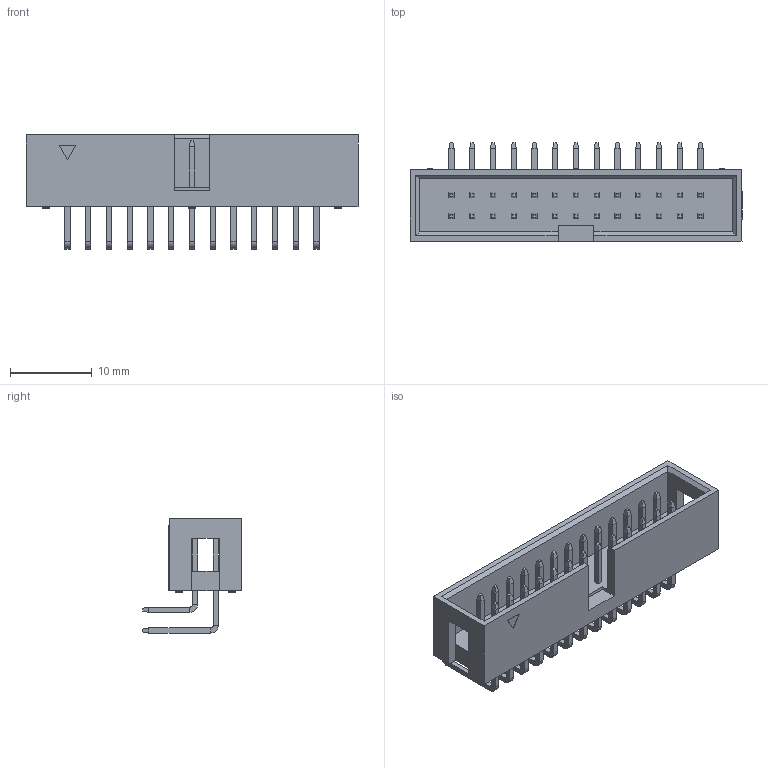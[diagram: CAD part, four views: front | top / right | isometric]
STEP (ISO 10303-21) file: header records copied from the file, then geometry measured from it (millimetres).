
FILE_DESCRIPTION( ('This file contains a STEP AP42 implementation' ,'as created by ZW3D STEP Interface translator.') ,'2;1' );
FILE_NAME( '3110-XXRXXBK00X1.stp' ,'2312 8.115838', (''), ('ZWCAD Software Co.'), 'Version 1.0', 'ZW3D to STEP translator', '' );
FILE_SCHEMA(('AUTOMOTIVE_DESIGN { 1 0 10303 214 1 1 1 1 }'));
Length unit declared in the file: millimetre
Products named in the file (2): 0; 3110-26RXXBK00A1
Bounding box: 40.64 x 12.1 x 13.98 mm (x, y, z)
Volume: 1622.2 mm3; surface area: 3209.2 mm2
Topology: 1 solids, 1 shells, 852 faces, 1845 edges, 1050 vertices
Faces by surface type: plane 779, cylinder 67, torus 6
Full cylindrical faces by diameter (mm): 0.95 x6
Entity records: 23307 total; most frequent: CARTESIAN_POINT 4726, ORIENTED_EDGE 3690, DIRECTION 3363, EDGE_CURVE 1845, VECTOR 1389, LINE 1389, VERTEX_POINT 1050, AXIS2_PLACEMENT_3D 987
